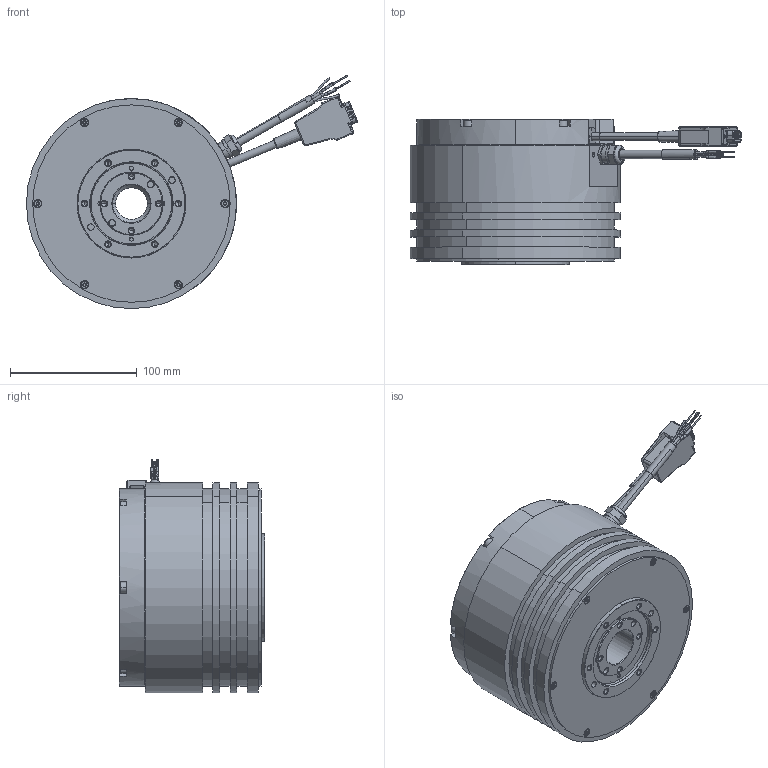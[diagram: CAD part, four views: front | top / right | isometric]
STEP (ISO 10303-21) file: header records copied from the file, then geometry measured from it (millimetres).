
FILE_DESCRIPTION((''),'2;1');
FILE_NAME('1271711-01-Z01','2019-05-13T16:00:57',('de1174'),(''),'CREO PARAMETRIC BY PTC INC, 2018190','CREO PARAMETRIC BY PTC INC, 2018190','');
FILE_SCHEMA(('AUTOMOTIVE_DESIGN { 1 0 10303 214 1 1 1 1 }'));
Length unit declared in the file: millimetre
Products named in the file (1): 1271711-01-Z01
Bounding box: 261.68 x 114.95 x 184.36 mm (x, y, z)
Volume: 2239158.4 mm3; surface area: 167133.1 mm2
Topology: 16 solids, 100 shells, 1773 faces, 4260 edges, 2687 vertices
Faces by surface type: cylinder 820, plane 551, cone 276, torus 60, bspline 36, sphere 30
Entity records: 54983 total; most frequent: CARTESIAN_POINT 13224, DIRECTION 9091, ORIENTED_EDGE 8140, EDGE_CURVE 4150, AXIS2_PLACEMENT_3D 3715, VERTEX_POINT 2687, EDGE_LOOP 2097, CIRCLE 1977
